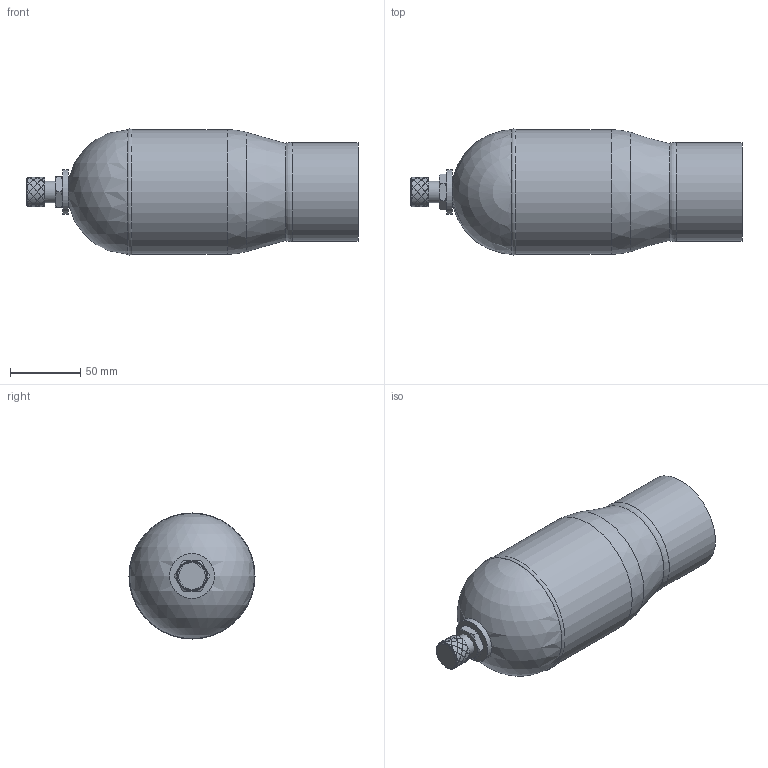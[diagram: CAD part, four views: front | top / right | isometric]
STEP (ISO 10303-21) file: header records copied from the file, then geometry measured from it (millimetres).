
FILE_DESCRIPTION((''),'2;1');
FILE_NAME('EBV_0.5L_40_00.stp','2011-03-04T13:18:49',('laurent.simeon'),(''),'Autodesk Inventor 2011','Autodesk Inventor 2011','');
FILE_SCHEMA(('AUTOMOTIVE_DESIGN { 1 0 10303 214 1 1 1 1 }'));
Length unit declared in the file: millimetre
Products named in the file (22): EBV_0; CA109295-01200; PIECE1; PARTIE CYLINDRIQUE; CB105664-01200; SOUDURE; SOUDURE2; VC111280-01725; VE111281-01725; CS103645-01725; CV102401-01700; BO102362-02620; BO100759-02600; JP101164-00020; JOINT PLAT; EC100999-00200; RD105706-01200
Assembly tree (21 placements, depth 6):
  EBV_0
    CA109295-01200
      PIECE1
      PARTIE CYLINDRIQUE
      CB105664-01200
        CB105664-01200
      SOUDURE
      SOUDURE2
    VC111280-01725
      VE111281-01725
        CS103645-01725
          CV102401-01700
            CV102401-01700
      BO102362-02620
        BO100759-02600
          BO100759-02600
        JP101164-00020
          JOINT PLAT
      EC100999-00200
        EC100999-00200
    RD105706-01200
      RD105706-01200
Bounding box: 236.7 x 89.89 x 89.89 mm (x, y, z)
Volume: 210447.3 mm3; surface area: 121462.4 mm2
Topology: 10 solids, 10 shells, 372 faces, 789 edges, 444 vertices
Faces by surface type: bspline 202, cylinder 86, cone 36, plane 36, torus 10, sphere 2
Full cylindrical faces by diameter (mm): 2.8 x1, 6.5 x1, 9 x1, 9.917 x1, 11.3 x1, 14.46 x1, 14.465 x1, 15.5 x1, 16 x3, 16.5 x1, 19 x1, 25.5 x1, 32 x1, 50.6 x1, 55.2 x2, 56.656 x1, 58.7 x1, 60.2 x1, 62 x2, 70 x1, 82.8 x1, 88.9 x1
Entity records: 16830 total; most frequent: CARTESIAN_POINT 9862, ORIENTED_EDGE 1406, DIRECTION 1030, EDGE_CURVE 703, AXIS2_PLACEMENT_3D 463, EDGE_LOOP 456, VERTEX_POINT 419, FACE_OUTER_BOUND 371
